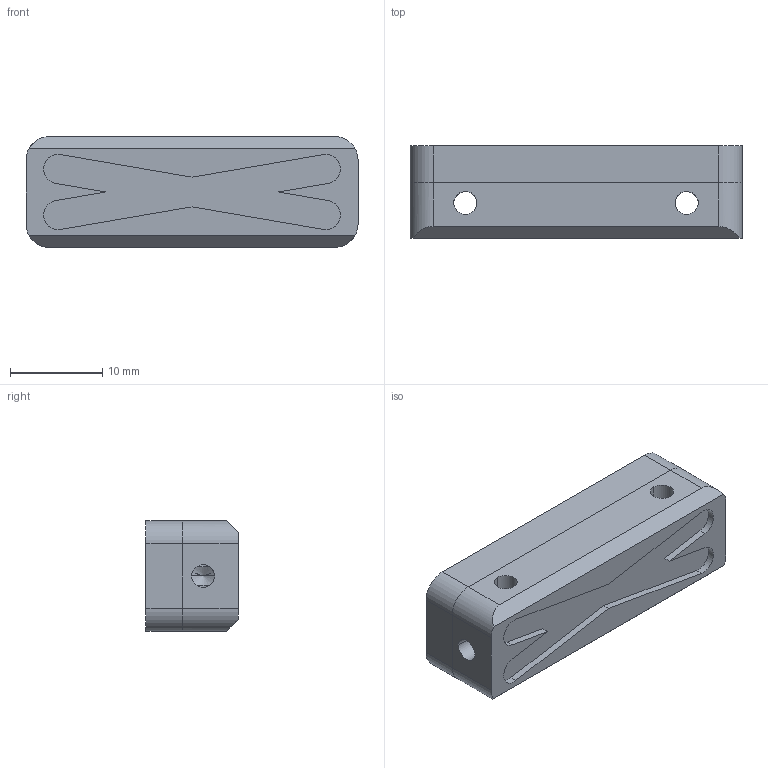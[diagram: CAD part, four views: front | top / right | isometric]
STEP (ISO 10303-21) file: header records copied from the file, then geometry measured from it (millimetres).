
FILE_DESCRIPTION (( 'STEP AP214' ), '1' );
FILE_NAME ('S17012310.STEP', '2023-11-29T20:09:13', ( '' ), ( '' ), 'SwSTEP 2.0', 'SolidWorks 2023', '' );
FILE_SCHEMA (( 'AUTOMOTIVE_DESIGN' ));
Length unit declared in the file: millimetre
Products named in the file (4): S17012310; 17S012310; 62S012310; S90A002
Assembly tree (2 placements, depth 2):
  S17012310
    17S012310
    62S012310
  S90A002
Bounding box: 36 x 10 x 12 mm (x, y, z)
Volume: 3913.3 mm3; surface area: 2881.2 mm2
Topology: 2 solids, 2 shells, 59 faces, 154 edges, 94 vertices
Faces by surface type: cylinder 32, plane 23, cone 4
Entity records: 1911 total; most frequent: CARTESIAN_POINT 392, DIRECTION 306, ORIENTED_EDGE 300, EDGE_CURVE 150, AXIS2_PLACEMENT_3D 112, VERTEX_POINT 94, VECTOR 82, LINE 82
